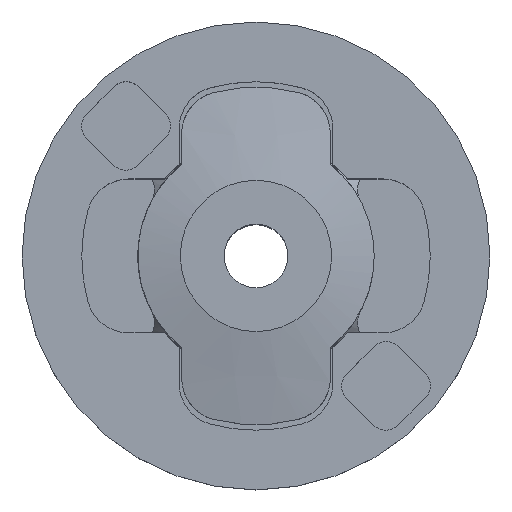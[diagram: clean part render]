
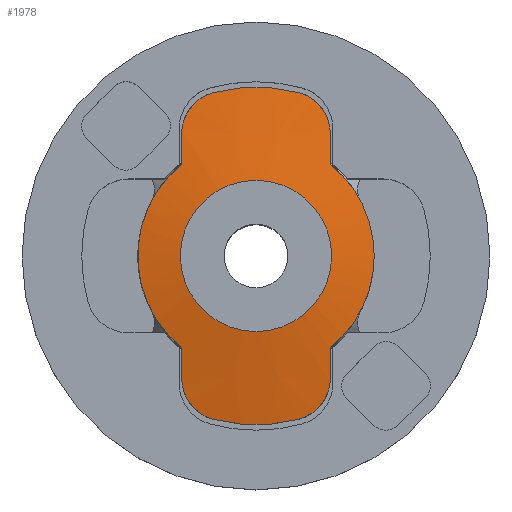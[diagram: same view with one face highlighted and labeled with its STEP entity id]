
A CAD part, top view. The second image highlights one B-rep face of the part: STEP entity #1978.
In plain terms, the highlighted conical face has half-angle 80.134 degrees and reference radius 3.556 mm.
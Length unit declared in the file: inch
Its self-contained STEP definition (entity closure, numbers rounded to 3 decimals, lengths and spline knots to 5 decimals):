
#76=(
BOUNDED_CURVE()
B_SPLINE_CURVE(2,(#2969,#2970,#2971),.UNSPECIFIED.,.F.,.F.)
B_SPLINE_CURVE_WITH_KNOTS((3,3),(-3.25523,-3.05746),
 .UNSPECIFIED.)
CURVE()
GEOMETRIC_REPRESENTATION_ITEM()
RATIONAL_B_SPLINE_CURVE((2.256,2.414,2.548))
REPRESENTATION_ITEM('')
);
#77=(
BOUNDED_CURVE()
B_SPLINE_CURVE(2,(#2993,#2994,#2995),.UNSPECIFIED.,.F.,.F.)
B_SPLINE_CURVE_WITH_KNOTS((3,3),(-0.83239,-0.63462),
 .UNSPECIFIED.)
CURVE()
GEOMETRIC_REPRESENTATION_ITEM()
RATIONAL_B_SPLINE_CURVE((2.548,2.414,2.256))
REPRESENTATION_ITEM('')
);
#78=(
BOUNDED_CURVE()
B_SPLINE_CURVE(2,(#3004,#3005,#3006),.UNSPECIFIED.,.F.,.F.)
B_SPLINE_CURVE_WITH_KNOTS((3,3),(0.63462,0.83239),
 .UNSPECIFIED.)
CURVE()
GEOMETRIC_REPRESENTATION_ITEM()
RATIONAL_B_SPLINE_CURVE((2.256,2.414,2.548))
REPRESENTATION_ITEM('')
);
#79=(
BOUNDED_CURVE()
B_SPLINE_CURVE(2,(#3027,#3028,#3029),.UNSPECIFIED.,.F.,.F.)
B_SPLINE_CURVE_WITH_KNOTS((3,3),(3.05746,3.25523),
 .UNSPECIFIED.)
CURVE()
GEOMETRIC_REPRESENTATION_ITEM()
RATIONAL_B_SPLINE_CURVE((2.548,2.414,2.256))
REPRESENTATION_ITEM('')
);
#80=CONICAL_SURFACE('',#2110,0.14,1.399);
#89=FACE_OUTER_BOUND('',#194,.T.);
#194=EDGE_LOOP('',(#1252,#1253,#1254,#1255,#1256,#1257,#1258,#1259,#1260,
#1261,#1262,#1263,#1264,#1265,#1266,#1267));
#309=CIRCLE('',#2111,0.21875);
#310=CIRCLE('',#2112,0.3125);
#311=CIRCLE('',#2113,0.21875);
#312=CIRCLE('',#2114,0.14);
#313=CIRCLE('',#2115,0.21875);
#314=CIRCLE('',#2116,0.3125);
#416=LINE('',#2999,#575);
#575=VECTOR('',#2344,0.14);
#730=B_SPLINE_CURVE_WITH_KNOTS('',3,(#2973,#2974,#2975,#2976,#2977,#2978,
#2979,#2980),.UNSPECIFIED.,.F.,.F.,(4,2,2,4),(-0.63095,-0.56029,
-0.46717,-0.37405),.UNSPECIFIED.);
#731=B_SPLINE_CURVE_WITH_KNOTS('',3,(#2984,#2985,#2986,#2987,#2988,#2989,
#2990,#2991),.UNSPECIFIED.,.F.,.F.,(4,2,2,4),(-0.37405,-0.28093,
-0.18781,-0.11716),.UNSPECIFIED.);
#732=B_SPLINE_CURVE_WITH_KNOTS('',3,(#3008,#3009,#3010,#3011,#3012,#3013,
#3014,#3015),.UNSPECIFIED.,.F.,.F.,(4,2,2,4),(-0.63095,-0.56029,
-0.46717,-0.37405),.UNSPECIFIED.);
#733=B_SPLINE_CURVE_WITH_KNOTS('',3,(#3019,#3020,#3021,#3022,#3023,#3024,
#3025,#3026),.UNSPECIFIED.,.F.,.F.,(4,2,2,4),(-0.37405,-0.28093,
-0.18781,-0.11716),.UNSPECIFIED.);
#767=VERTEX_POINT('',#2965);
#768=VERTEX_POINT('',#2966);
#769=VERTEX_POINT('',#2968);
#770=VERTEX_POINT('',#2972);
#771=VERTEX_POINT('',#2981);
#772=VERTEX_POINT('',#2983);
#773=VERTEX_POINT('',#2992);
#774=VERTEX_POINT('',#2996);
#775=VERTEX_POINT('',#2998);
#776=VERTEX_POINT('',#3001);
#777=VERTEX_POINT('',#3003);
#778=VERTEX_POINT('',#3007);
#779=VERTEX_POINT('',#3016);
#780=VERTEX_POINT('',#3018);
#961=EDGE_CURVE('',#767,#768,#309,.T.);
#962=EDGE_CURVE('',#769,#768,#76,.T.);
#963=EDGE_CURVE('',#769,#770,#730,.T.);
#964=EDGE_CURVE('',#771,#770,#310,.T.);
#965=EDGE_CURVE('',#771,#772,#731,.T.);
#966=EDGE_CURVE('',#773,#772,#77,.T.);
#967=EDGE_CURVE('',#773,#774,#311,.T.);
#968=EDGE_CURVE('',#774,#775,#416,.T.);
#969=EDGE_CURVE('',#775,#775,#312,.T.);
#970=EDGE_CURVE('',#774,#776,#313,.T.);
#971=EDGE_CURVE('',#777,#776,#78,.T.);
#972=EDGE_CURVE('',#777,#778,#732,.T.);
#973=EDGE_CURVE('',#779,#778,#314,.T.);
#974=EDGE_CURVE('',#779,#780,#733,.T.);
#975=EDGE_CURVE('',#767,#780,#79,.T.);
#1252=ORIENTED_EDGE('',*,*,#961,.T.);
#1253=ORIENTED_EDGE('',*,*,#962,.F.);
#1254=ORIENTED_EDGE('',*,*,#963,.T.);
#1255=ORIENTED_EDGE('',*,*,#964,.F.);
#1256=ORIENTED_EDGE('',*,*,#965,.T.);
#1257=ORIENTED_EDGE('',*,*,#966,.F.);
#1258=ORIENTED_EDGE('',*,*,#967,.T.);
#1259=ORIENTED_EDGE('',*,*,#968,.T.);
#1260=ORIENTED_EDGE('',*,*,#969,.T.);
#1261=ORIENTED_EDGE('',*,*,#968,.F.);
#1262=ORIENTED_EDGE('',*,*,#970,.T.);
#1263=ORIENTED_EDGE('',*,*,#971,.F.);
#1264=ORIENTED_EDGE('',*,*,#972,.T.);
#1265=ORIENTED_EDGE('',*,*,#973,.F.);
#1266=ORIENTED_EDGE('',*,*,#974,.T.);
#1267=ORIENTED_EDGE('',*,*,#975,.F.);
#1978=ADVANCED_FACE('',(#89),#80,.T.);
#2110=AXIS2_PLACEMENT_3D('',#2964,#2336,#2337);
#2111=AXIS2_PLACEMENT_3D('',#2967,#2338,#2339);
#2112=AXIS2_PLACEMENT_3D('',#2982,#2340,#2341);
#2113=AXIS2_PLACEMENT_3D('',#2997,#2342,#2343);
#2114=AXIS2_PLACEMENT_3D('',#3000,#2345,#2346);
#2115=AXIS2_PLACEMENT_3D('',#3002,#2347,#2348);
#2116=AXIS2_PLACEMENT_3D('',#3017,#2349,#2350);
#2336=DIRECTION('center_axis',(0.,0.,-1.));
#2337=DIRECTION('ref_axis',(-1.,0.,0.));
#2338=DIRECTION('center_axis',(0.,0.,1.));
#2339=DIRECTION('ref_axis',(-1.,0.,0.));
#2340=DIRECTION('center_axis',(0.,0.,-1.));
#2341=DIRECTION('ref_axis',(-1.,0.,0.));
#2342=DIRECTION('center_axis',(0.,0.,1.));
#2343=DIRECTION('ref_axis',(-1.,0.,0.));
#2344=DIRECTION('',(-0.985,0.,0.171));
#2345=DIRECTION('center_axis',(0.,0.,-1.));
#2346=DIRECTION('ref_axis',(-1.,0.,0.));
#2347=DIRECTION('center_axis',(0.,0.,1.));
#2348=DIRECTION('ref_axis',(-1.,0.,0.));
#2349=DIRECTION('center_axis',(0.,0.,-1.));
#2350=DIRECTION('ref_axis',(-1.,0.,0.));
#2964=CARTESIAN_POINT('Origin',(0.,0.,0.74803));
#2965=CARTESIAN_POINT('',(-0.1375,0.17013,0.73434));
#2966=CARTESIAN_POINT('',(-0.1375,-0.17013,0.73434));
#2967=CARTESIAN_POINT('Origin',(0.,0.,0.73434));
#2968=CARTESIAN_POINT('',(-0.1375,-0.22625,0.72633));
#2969=CARTESIAN_POINT('Ctrl Pts',(-0.1375,-0.22625,0.72633));
#2970=CARTESIAN_POINT('Ctrl Pts',(-0.1375,-0.19552,0.7309));
#2971=CARTESIAN_POINT('Ctrl Pts',(-0.1375,-0.17013,0.73434));
#2972=CARTESIAN_POINT('',(-0.07855,-0.30247,0.71803));
#2973=CARTESIAN_POINT('Ctrl Pts',(-0.1375,-0.22625,0.72633));
#2974=CARTESIAN_POINT('Ctrl Pts',(-0.1375,-0.23582,0.72491));
#2975=CARTESIAN_POINT('Ctrl Pts',(-0.13571,-0.24534,
0.72363));
#2976=CARTESIAN_POINT('Ctrl Pts',(-0.12819,-0.26532,
0.72116));
#2977=CARTESIAN_POINT('Ctrl Pts',(-0.12092,-0.27623,
0.71998));
#2978=CARTESIAN_POINT('Ctrl Pts',(-0.10202,-0.29327,
0.71842));
#2979=CARTESIAN_POINT('Ctrl Pts',(-0.09038,-0.29939,
0.71803));
#2980=CARTESIAN_POINT('Ctrl Pts',(-0.07855,-0.30247,
0.71803));
#2981=CARTESIAN_POINT('',(0.07855,-0.30247,0.71803));
#2982=CARTESIAN_POINT('Origin',(0.,0.,0.71803));
#2983=CARTESIAN_POINT('',(0.1375,-0.22625,0.72633));
#2984=CARTESIAN_POINT('Ctrl Pts',(0.07855,-0.30247,
0.71803));
#2985=CARTESIAN_POINT('Ctrl Pts',(0.09038,-0.29939,
0.71803));
#2986=CARTESIAN_POINT('Ctrl Pts',(0.10202,-0.29327,
0.71842));
#2987=CARTESIAN_POINT('Ctrl Pts',(0.12092,-0.27623,
0.71998));
#2988=CARTESIAN_POINT('Ctrl Pts',(0.12819,-0.26532,
0.72116));
#2989=CARTESIAN_POINT('Ctrl Pts',(0.13571,-0.24534,
0.72363));
#2990=CARTESIAN_POINT('Ctrl Pts',(0.1375,-0.23582,0.72491));
#2991=CARTESIAN_POINT('Ctrl Pts',(0.1375,-0.22625,0.72633));
#2992=CARTESIAN_POINT('',(0.1375,-0.17013,0.73434));
#2993=CARTESIAN_POINT('Ctrl Pts',(0.1375,-0.17013,0.73434));
#2994=CARTESIAN_POINT('Ctrl Pts',(0.1375,-0.19552,0.7309));
#2995=CARTESIAN_POINT('Ctrl Pts',(0.1375,-0.22625,0.72633));
#2996=CARTESIAN_POINT('',(0.21875,0.,0.73434));
#2997=CARTESIAN_POINT('Origin',(0.,0.,0.73434));
#2998=CARTESIAN_POINT('',(0.14,0.,0.74803));
#2999=CARTESIAN_POINT('',(0.14,0.,0.74803));
#3000=CARTESIAN_POINT('Origin',(0.,0.,0.74803));
#3001=CARTESIAN_POINT('',(0.1375,0.17013,0.73434));
#3002=CARTESIAN_POINT('Origin',(0.,0.,0.73434));
#3003=CARTESIAN_POINT('',(0.1375,0.22625,0.72633));
#3004=CARTESIAN_POINT('Ctrl Pts',(0.1375,0.22625,0.72633));
#3005=CARTESIAN_POINT('Ctrl Pts',(0.1375,0.19552,0.7309));
#3006=CARTESIAN_POINT('Ctrl Pts',(0.1375,0.17013,0.73434));
#3007=CARTESIAN_POINT('',(0.07855,0.30247,0.71803));
#3008=CARTESIAN_POINT('Ctrl Pts',(0.1375,0.22625,0.72633));
#3009=CARTESIAN_POINT('Ctrl Pts',(0.1375,0.23582,0.72491));
#3010=CARTESIAN_POINT('Ctrl Pts',(0.13571,0.24534,0.72363));
#3011=CARTESIAN_POINT('Ctrl Pts',(0.12819,0.26532,0.72116));
#3012=CARTESIAN_POINT('Ctrl Pts',(0.12092,0.27623,0.71998));
#3013=CARTESIAN_POINT('Ctrl Pts',(0.10202,0.29327,0.71842));
#3014=CARTESIAN_POINT('Ctrl Pts',(0.09038,0.29939,0.71803));
#3015=CARTESIAN_POINT('Ctrl Pts',(0.07855,0.30247,
0.71803));
#3016=CARTESIAN_POINT('',(-0.07855,0.30247,0.71803));
#3017=CARTESIAN_POINT('Origin',(0.,0.,0.71803));
#3018=CARTESIAN_POINT('',(-0.1375,0.22625,0.72633));
#3019=CARTESIAN_POINT('Ctrl Pts',(-0.07855,0.30247,
0.71803));
#3020=CARTESIAN_POINT('Ctrl Pts',(-0.09038,0.29939,
0.71803));
#3021=CARTESIAN_POINT('Ctrl Pts',(-0.10202,0.29327,
0.71842));
#3022=CARTESIAN_POINT('Ctrl Pts',(-0.12092,0.27623,
0.71998));
#3023=CARTESIAN_POINT('Ctrl Pts',(-0.12819,0.26532,
0.72116));
#3024=CARTESIAN_POINT('Ctrl Pts',(-0.13571,0.24534,
0.72363));
#3025=CARTESIAN_POINT('Ctrl Pts',(-0.1375,0.23582,0.72491));
#3026=CARTESIAN_POINT('Ctrl Pts',(-0.1375,0.22625,0.72633));
#3027=CARTESIAN_POINT('Ctrl Pts',(-0.1375,0.17013,0.73434));
#3028=CARTESIAN_POINT('Ctrl Pts',(-0.1375,0.19552,0.7309));
#3029=CARTESIAN_POINT('Ctrl Pts',(-0.1375,0.22625,0.72633));
